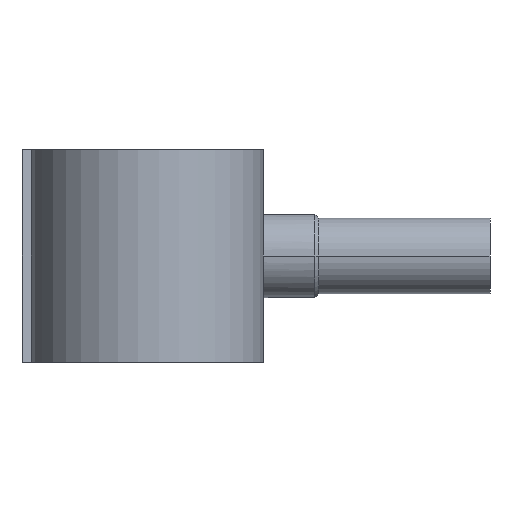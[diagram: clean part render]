
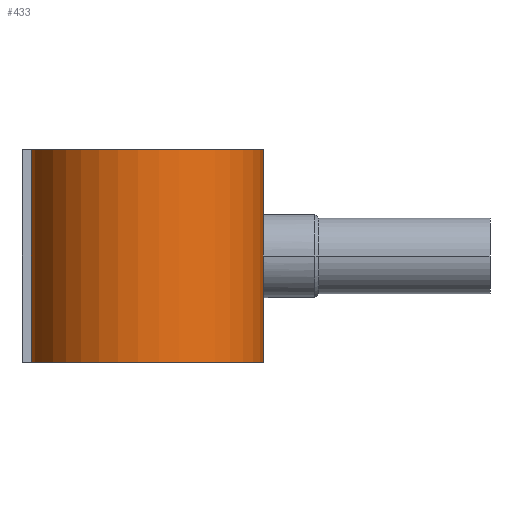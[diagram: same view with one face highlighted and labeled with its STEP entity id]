
A CAD part, front view. The second image highlights one B-rep face of the part: STEP entity #433.
In plain terms, the highlighted cylindrical face has radius 49.267 mm (diameter 98.533 mm), a partial arc.
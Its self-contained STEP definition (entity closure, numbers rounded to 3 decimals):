
#239 = EDGE_CURVE( '', #515, #369, #669, .T. );
#369 = VERTEX_POINT( '', #813 );
#397 = EDGE_CURVE( '', #515, #423, #845, .T. );
#423 = VERTEX_POINT( '', #875 );
#433 = ADVANCED_FACE( '', ( #886 ), #887, .T. );
#515 = VERTEX_POINT( '', #978 );
#573 = EDGE_CURVE( '', #423, #577, #1041, .T. );
#577 = VERTEX_POINT( '', #1045 );
#601 = EDGE_CURVE( '', #577, #369, #1071, .T. );
#669 = CIRCLE( '', #1162, 49.267 );
#813 = CARTESIAN_POINT( '', ( 49.032, 4.8, 45. ) );
#845 = LINE( '', #1475, #1476 );
#875 = CARTESIAN_POINT( '', ( -49.032, -4.8, -45. ) );
#886 = FACE_OUTER_BOUND( '', #1589, .T. );
#887 = CYLINDRICAL_SURFACE( '', #1590, 49.267 );
#978 = CARTESIAN_POINT( '', ( -49.032, -4.8, 45. ) );
#1041 = CIRCLE( '', #1910, 49.267 );
#1045 = CARTESIAN_POINT( '', ( 49.032, 4.8, -45. ) );
#1071 = LINE( '', #1988, #1989 );
#1162 = AXIS2_PLACEMENT_3D( '', #2088, #2089, #2090 );
#1475 = CARTESIAN_POINT( '', ( -49.032, -4.8, 45. ) );
#1476 = VECTOR( '', #2315, 1. );
#1589 = EDGE_LOOP( '', ( #2365, #2366, #2367, #2368 ) );
#1590 = AXIS2_PLACEMENT_3D( '', #2369, #2370, #2371 );
#1910 = AXIS2_PLACEMENT_3D( '', #2555, #2556, #2557 );
#1988 = CARTESIAN_POINT( '', ( 49.032, 4.8, 45. ) );
#1989 = VECTOR( '', #2573, 1. );
#2088 = CARTESIAN_POINT( '', ( 0., 0., 45. ) );
#2089 = DIRECTION( '', ( 0., 0., 1. ) );
#2090 = DIRECTION( '', ( -0.995, -0.097, 0. ) );
#2315 = DIRECTION( '', ( 0., 0., -1. ) );
#2365 = ORIENTED_EDGE( '', *, *, #601, .T. );
#2366 = ORIENTED_EDGE( '', *, *, #239, .F. );
#2367 = ORIENTED_EDGE( '', *, *, #397, .T. );
#2368 = ORIENTED_EDGE( '', *, *, #573, .T. );
#2369 = CARTESIAN_POINT( '', ( 0., 0., 45. ) );
#2370 = DIRECTION( '', ( 0., 0., 1. ) );
#2371 = DIRECTION( '', ( -0.995, -0.097, 0. ) );
#2555 = CARTESIAN_POINT( '', ( 0., 0., -45. ) );
#2556 = DIRECTION( '', ( 0., 0., 1. ) );
#2557 = DIRECTION( '', ( -0.995, -0.097, 0. ) );
#2573 = DIRECTION( '', ( 0., 0., 1. ) );
